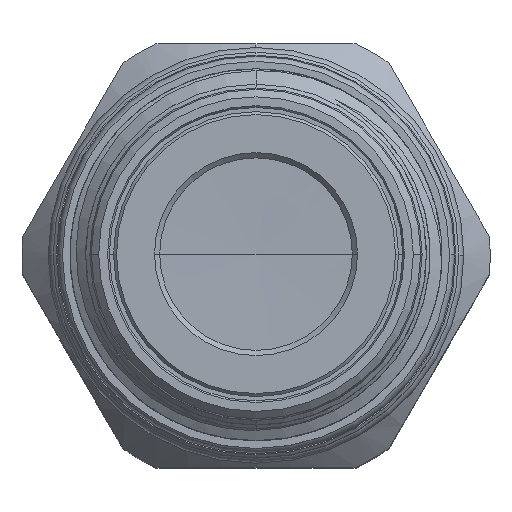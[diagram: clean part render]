
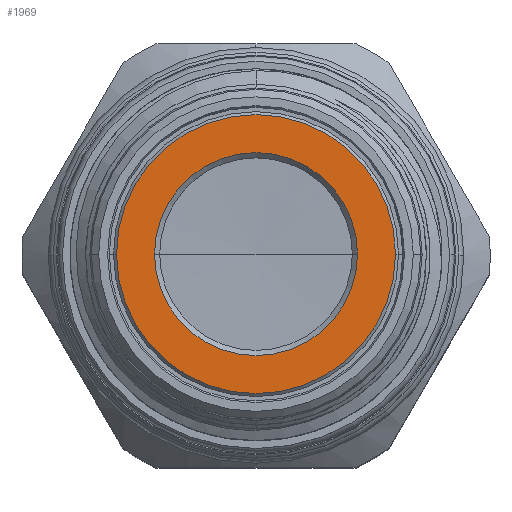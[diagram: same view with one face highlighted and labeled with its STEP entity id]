
A CAD part, top view. The second image highlights one B-rep face of the part: STEP entity #1969.
In plain terms, the highlighted planar face has unit normal (0, 0, 1).
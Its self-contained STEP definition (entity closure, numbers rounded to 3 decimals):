
#279 = AXIS2_PLACEMENT_3D ( 'NONE', #1096, #1894, #8330 ) ;
#557 = AXIS2_PLACEMENT_3D ( 'NONE', #763, #1452, #5508 ) ;
#763 = CARTESIAN_POINT ( 'NONE',  ( 0., 0., 102.32 ) ) ;
#1096 = CARTESIAN_POINT ( 'NONE',  ( 0., 0., 102.32 ) ) ;
#1262 = AXIS2_PLACEMENT_3D ( 'NONE', #3747, #9461, #1354 ) ;
#1354 = DIRECTION ( 'NONE',  ( -1., 0., 0. ) ) ;
#1428 = EDGE_LOOP ( 'NONE', ( #2326, #8369 ) ) ;
#1452 = DIRECTION ( 'NONE',  ( 0., 0., 1. ) ) ;
#1890 = CARTESIAN_POINT ( 'NONE',  ( -9.415, 0., 102.32 ) ) ;
#1894 = DIRECTION ( 'NONE',  ( 0., 0., -1. ) ) ;
#1969 = ADVANCED_FACE ( 'NONE', ( #9446, #4872 ), #2933, .T. ) ;
#2087 = CARTESIAN_POINT ( 'NONE',  ( 6.85, 0., 102.32 ) ) ;
#2326 = ORIENTED_EDGE ( 'NONE', *, *, #7390, .T. ) ;
#2533 = EDGE_CURVE ( 'NONE', #3309, #3848, #6007, .T. ) ;
#2643 = ORIENTED_EDGE ( 'NONE', *, *, #4473, .T. ) ;
#2933 = PLANE ( 'NONE',  #9786 ) ;
#3309 = VERTEX_POINT ( 'NONE', #1890 ) ;
#3747 = CARTESIAN_POINT ( 'NONE',  ( 0., 0., 102.32 ) ) ;
#3848 = VERTEX_POINT ( 'NONE', #7376 ) ;
#4460 = DIRECTION ( 'NONE',  ( 0., 0., -1. ) ) ;
#4473 = EDGE_CURVE ( 'NONE', #8930, #9836, #4774, .T. ) ;
#4479 = CARTESIAN_POINT ( 'NONE',  ( 9.615, 0., 102.32 ) ) ;
#4488 = CARTESIAN_POINT ( 'NONE',  ( 0., 0., 102.32 ) ) ;
#4774 = CIRCLE ( 'NONE', #5096, 6.85 ) ;
#4872 = FACE_BOUND ( 'NONE', #8991, .T. ) ;
#5096 = AXIS2_PLACEMENT_3D ( 'NONE', #4488, #4460, #10109 ) ;
#5212 = CIRCLE ( 'NONE', #557, 9.415 ) ;
#5508 = DIRECTION ( 'NONE',  ( -1., 0., 0. ) ) ;
#6007 = CIRCLE ( 'NONE', #1262, 9.415 ) ;
#7376 = CARTESIAN_POINT ( 'NONE',  ( 9.415, 0., 102.32 ) ) ;
#7390 = EDGE_CURVE ( 'NONE', #3848, #3309, #5212, .T. ) ;
#7584 = CIRCLE ( 'NONE', #279, 6.85 ) ;
#7680 = DIRECTION ( 'NONE',  ( 0., 0., 1. ) ) ;
#8330 = DIRECTION ( 'NONE',  ( 1., 0., 0. ) ) ;
#8369 = ORIENTED_EDGE ( 'NONE', *, *, #2533, .T. ) ;
#8723 = ORIENTED_EDGE ( 'NONE', *, *, #9310, .T. ) ;
#8930 = VERTEX_POINT ( 'NONE', #2087 ) ;
#8991 = EDGE_LOOP ( 'NONE', ( #8723, #2643 ) ) ;
#9310 = EDGE_CURVE ( 'NONE', #9836, #8930, #7584, .T. ) ;
#9348 = DIRECTION ( 'NONE',  ( -1., 0., 0. ) ) ;
#9446 = FACE_OUTER_BOUND ( 'NONE', #1428, .T. ) ;
#9461 = DIRECTION ( 'NONE',  ( 0., 0., 1. ) ) ;
#9786 = AXIS2_PLACEMENT_3D ( 'NONE', #4479, #7680, #9348 ) ;
#9836 = VERTEX_POINT ( 'NONE', #10003 ) ;
#10003 = CARTESIAN_POINT ( 'NONE',  ( -6.85, 0., 102.32 ) ) ;
#10109 = DIRECTION ( 'NONE',  ( 1., 0., 0. ) ) ;
